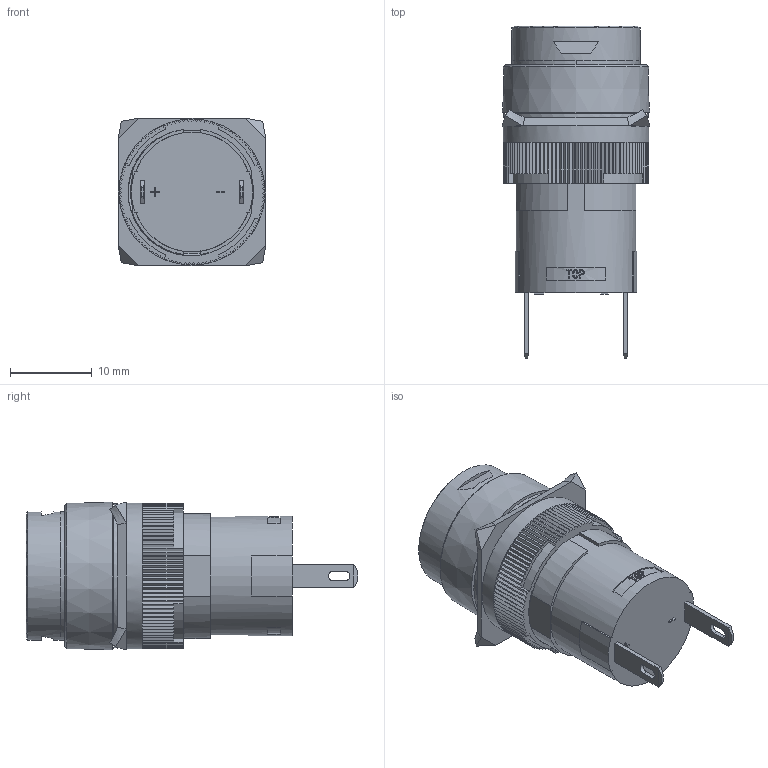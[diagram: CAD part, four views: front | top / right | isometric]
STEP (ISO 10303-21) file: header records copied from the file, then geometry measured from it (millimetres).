
FILE_DESCRIPTION( ( 'Unknown' ), '1' );
FILE_NAME( '零件1.stp', 'Unknown', ( 'Unknown' ), ( 'Unknown' ), 'XStep 1.0', 'Unknown', ' ' );
FILE_SCHEMA( ( 'automotive_design' ) );
Length unit declared in the file: millimetre
Products named in the file (1): 7
Bounding box: 18 x 40.5 x 18 mm (x, y, z)
Volume: 6686.1 mm3; surface area: 3249.7 mm2
Topology: 1 solids, 1 shells, 631 faces, 1912 edges, 1257 vertices
Faces by surface type: plane 463, cylinder 88, cone 53, bspline 27
Full cylindrical faces by diameter (mm): 14.6 x1, 15.7 x1, 15.8 x1, 16.5 x1, 16.8 x1, 17.6 x1, 17.8 x1
Entity records: 30511 total; most frequent: CARTESIAN_POINT 8605, ORIENTED_EDGE 3782, DIRECTION 3161, EDGE_CURVE 1891, LINE 1373, VECTOR 1373, VERTEX_POINT 1249, AXIS2_PLACEMENT_3D 894
